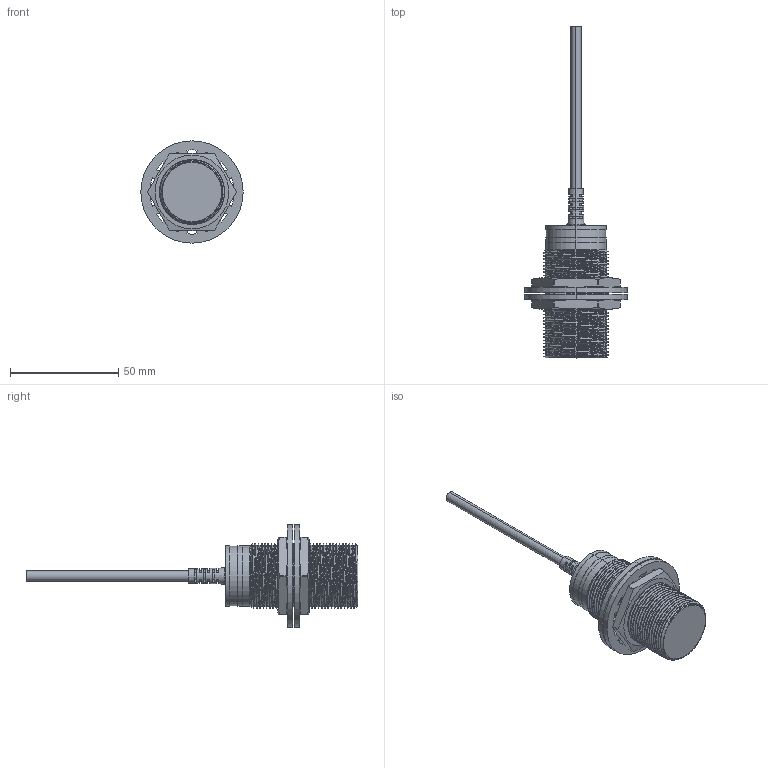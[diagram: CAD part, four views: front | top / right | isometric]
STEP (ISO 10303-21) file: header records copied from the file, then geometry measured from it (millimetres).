
FILE_DESCRIPTION (( 'STEP AP203' ), '1' );
FILE_NAME ('I3050F15XX.STEP', '2025-06-03T06:28:35', ( 'User' ), ( 'China' ), 'SwSTEP 2.0', 'SolidWorks 2016', '' );
FILE_SCHEMA (( 'CONFIG_CONTROL_DESIGN' ));
Length unit declared in the file: millimetre
Products named in the file (1): I3050F15XX
Bounding box: 47.3 x 153.5 x 47.3 mm (x, y, z)
Volume: 49712.3 mm3; surface area: 24199.2 mm2
Topology: 6 solids, 6 shells, 434 faces, 1258 edges, 832 vertices
Faces by surface type: cylinder 228, plane 178, cone 18, bspline 6, sphere 4
Entity records: 31304 total; most frequent: CARTESIAN_POINT 20236, ORIENTED_EDGE 2500, DIRECTION 2030, EDGE_CURVE 1250, VERTEX_POINT 828, AXIS2_PLACEMENT_3D 711, VECTOR 608, LINE 608
